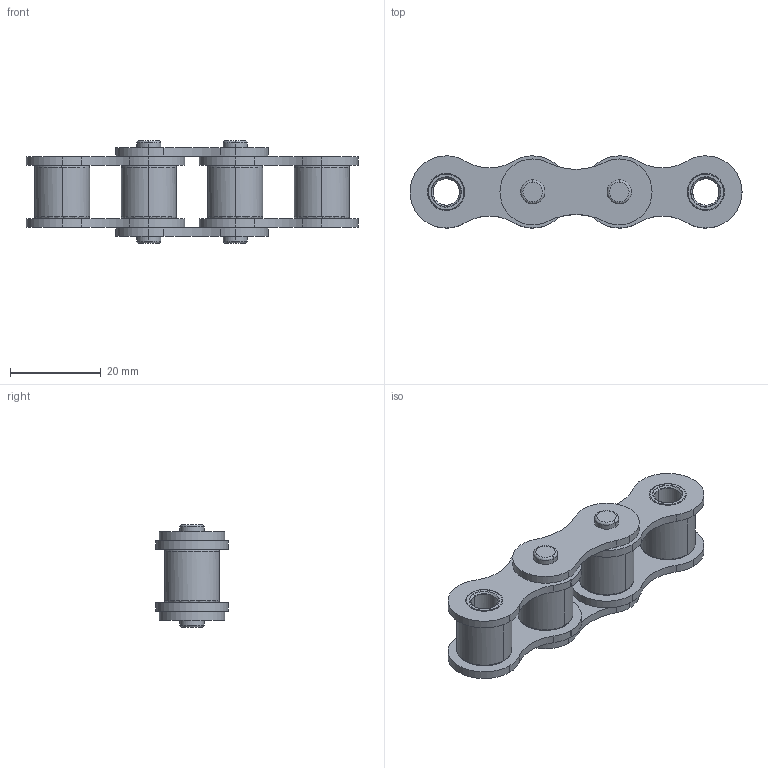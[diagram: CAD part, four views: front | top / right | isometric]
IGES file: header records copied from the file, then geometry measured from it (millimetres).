
Start section: 3D InterOp IGES (Version 26 1 0), Spatial Corp. Copyright (c) 1999-2007.
Global section: file name: 12b-1.igs; native system: Spatial Corp.; preprocessor: 3D InterOp ACIS/IGES; author: TraceParts; organization: TraceParts S.A.; date: 20180504.144021; units: millimetre
Bounding box: 73.1 x 15.9 x 22.6 mm (x, y, z)
Surface area: 11804.7 mm2 (no closed solid volume)
Topology: 0 solids, 0 shells, 300 faces, 1640 edges, 1640 vertices
Faces by surface type: revolution 244, extrusion 56
